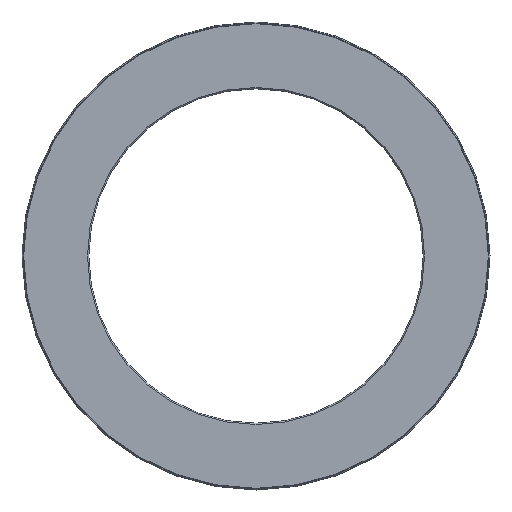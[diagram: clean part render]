
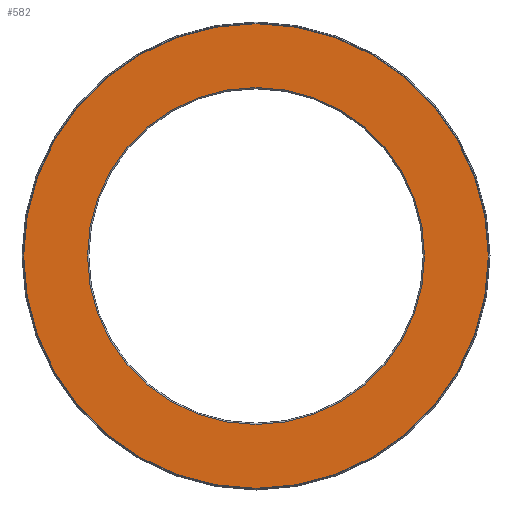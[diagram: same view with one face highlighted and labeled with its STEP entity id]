
A CAD part, front view. The second image highlights one B-rep face of the part: STEP entity #582.
In plain terms, the highlighted planar face has unit normal (0, -1, 0).
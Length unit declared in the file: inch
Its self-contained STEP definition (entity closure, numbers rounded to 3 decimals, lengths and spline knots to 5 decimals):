
#11 = EDGE_CURVE ( 'NONE', #58, #58, #204, .T. ) ;
#12 = ORIENTED_EDGE ( 'NONE', *, *, #11, .T. ) ;
#29 = DIRECTION ( 'NONE',  ( 0., 1., 0. ) ) ;
#58 = VERTEX_POINT ( 'NONE', #411 ) ;
#64 = AXIS2_PLACEMENT_3D ( 'NONE', #442, #586, #402 ) ;
#102 = DIRECTION ( 'NONE',  ( 0., 1., 0. ) ) ;
#111 = AXIS2_PLACEMENT_3D ( 'NONE', #152, #102, #154 ) ;
#112 = AXIS2_PLACEMENT_3D ( 'NONE', #231, #29, #366 ) ;
#152 = CARTESIAN_POINT ( 'NONE',  ( 0., 0., 0. ) ) ;
#154 = DIRECTION ( 'NONE',  ( 0., 0., 1. ) ) ;
#198 = ORIENTED_EDGE ( 'NONE', *, *, #399, .F. ) ;
#204 = CIRCLE ( 'NONE', #111, 2.52 ) ;
#231 = CARTESIAN_POINT ( 'NONE',  ( 0., 0., 0. ) ) ;
#262 = EDGE_LOOP ( 'NONE', ( #12 ) ) ;
#265 = VERTEX_POINT ( 'NONE', #467 ) ;
#291 = FACE_OUTER_BOUND ( 'NONE', #406, .T. ) ;
#366 = DIRECTION ( 'NONE',  ( 0., 0., 1. ) ) ;
#399 = EDGE_CURVE ( 'NONE', #265, #265, #495, .T. ) ;
#402 = DIRECTION ( 'NONE',  ( 0., 0., 1. ) ) ;
#406 = EDGE_LOOP ( 'NONE', ( #198 ) ) ;
#411 = CARTESIAN_POINT ( 'NONE',  ( 0., 0., 2.52 ) ) ;
#428 = FACE_BOUND ( 'NONE', #262, .T. ) ;
#442 = CARTESIAN_POINT ( 'NONE',  ( 0., 0., 0. ) ) ;
#467 = CARTESIAN_POINT ( 'NONE',  ( 0., 0., 3.475 ) ) ;
#495 = CIRCLE ( 'NONE', #64, 3.475 ) ;
#582 = ADVANCED_FACE ( 'NONE', ( #291, #428 ), #599, .F. ) ;
#586 = DIRECTION ( 'NONE',  ( 0., 1., 0. ) ) ;
#599 = PLANE ( 'NONE',  #112 ) ;
